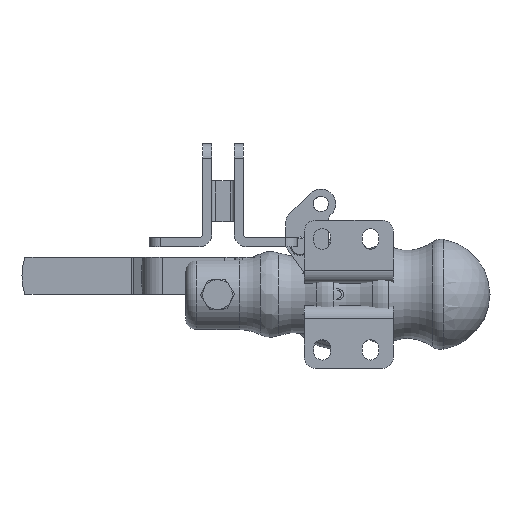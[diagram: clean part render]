
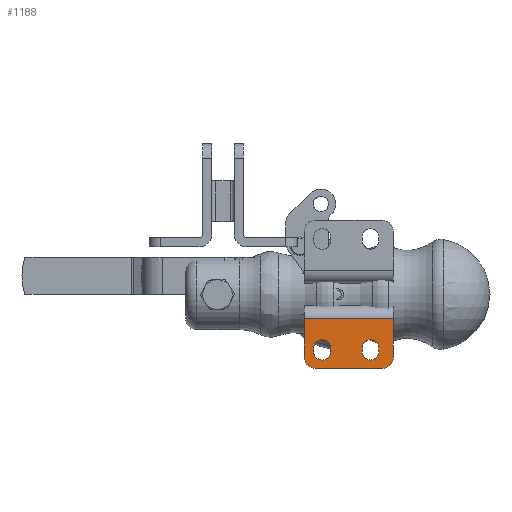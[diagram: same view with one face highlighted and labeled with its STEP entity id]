
A CAD part, front view. The second image highlights one B-rep face of the part: STEP entity #1188.
In plain terms, the highlighted face is planar.
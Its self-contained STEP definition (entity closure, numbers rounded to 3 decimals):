
#1188 = ADVANCED_FACE( '', ( #2759, #2760, #2761 ), #2762, .F. );
#2759 = FACE_OUTER_BOUND( '', #4809, .T. );
#2760 = FACE_BOUND( '', #4810, .T. );
#2761 = FACE_BOUND( '', #4811, .T. );
#2762 = PLANE( '', #4812 );
#4809 = EDGE_LOOP( '', ( #7768, #7769, #7770, #7771, #7772, #7773 ) );
#4810 = EDGE_LOOP( '', ( #7774, #7775, #7776, #7777 ) );
#4811 = EDGE_LOOP( '', ( #7778, #7779, #7780, #7781 ) );
#4812 = AXIS2_PLACEMENT_3D( '', #7782, #7783, #7784 );
#7768 = ORIENTED_EDGE( '', *, *, #10651, .F. );
#7769 = ORIENTED_EDGE( '', *, *, #10720, .T. );
#7770 = ORIENTED_EDGE( '', *, *, #10656, .T. );
#7771 = ORIENTED_EDGE( '', *, *, #10721, .F. );
#7772 = ORIENTED_EDGE( '', *, *, #10722, .T. );
#7773 = ORIENTED_EDGE( '', *, *, #10723, .F. );
#7774 = ORIENTED_EDGE( '', *, *, #10724, .T. );
#7775 = ORIENTED_EDGE( '', *, *, #9910, .T. );
#7776 = ORIENTED_EDGE( '', *, *, #10063, .T. );
#7777 = ORIENTED_EDGE( '', *, *, #10287, .T. );
#7778 = ORIENTED_EDGE( '', *, *, #9987, .T. );
#7779 = ORIENTED_EDGE( '', *, *, #10725, .T. );
#7780 = ORIENTED_EDGE( '', *, *, #9947, .T. );
#7781 = ORIENTED_EDGE( '', *, *, #10726, .T. );
#7782 = CARTESIAN_POINT( '', ( -10.967, -27.033, 12.8 ) );
#7783 = DIRECTION( '', ( 0., 0., 1. ) );
#7784 = DIRECTION( '', ( -1., 0., 0. ) );
#9910 = EDGE_CURVE( '', #11485, #11486, #11487, .T. );
#9947 = EDGE_CURVE( '', #11548, #11549, #11550, .T. );
#9987 = EDGE_CURVE( '', #11614, #11615, #11616, .T. );
#10063 = EDGE_CURVE( '', #11486, #11743, #11744, .T. );
#10287 = EDGE_CURVE( '', #11743, #12118, #12119, .T. );
#10651 = EDGE_CURVE( '', #12669, #12671, #12672, .T. );
#10656 = EDGE_CURVE( '', #12680, #12678, #12681, .F. );
#10720 = EDGE_CURVE( '', #12669, #12680, #12776, .T. );
#10721 = EDGE_CURVE( '', #12777, #12678, #12778, .T. );
#10722 = EDGE_CURVE( '', #12777, #12779, #12780, .F. );
#10723 = EDGE_CURVE( '', #12671, #12779, #12781, .T. );
#10724 = EDGE_CURVE( '', #12118, #11485, #12782, .T. );
#10725 = EDGE_CURVE( '', #11615, #11548, #12783, .T. );
#10726 = EDGE_CURVE( '', #11549, #11614, #12784, .T. );
#11485 = VERTEX_POINT( '', #13790 );
#11486 = VERTEX_POINT( '', #13791 );
#11487 = CIRCLE( '', #13792, 2.25 );
#11548 = VERTEX_POINT( '', #13915 );
#11549 = VERTEX_POINT( '', #13916 );
#11550 = LINE( '', #13917, #13918 );
#11614 = VERTEX_POINT( '', #13990 );
#11615 = VERTEX_POINT( '', #13991 );
#11616 = LINE( '', #13992, #13993 );
#11743 = VERTEX_POINT( '', #14186 );
#11744 = LINE( '', #14187, #14188 );
#12118 = VERTEX_POINT( '', #14828 );
#12119 = CIRCLE( '', #14829, 2.25 );
#12669 = VERTEX_POINT( '', #15632 );
#12671 = VERTEX_POINT( '', #15634 );
#12672 = LINE( '', #15635, #15636 );
#12678 = VERTEX_POINT( '', #15642 );
#12680 = VERTEX_POINT( '', #15645 );
#12681 = CIRCLE( '', #15646, 3. );
#12776 = LINE( '', #15776, #15777 );
#12777 = VERTEX_POINT( '', #15778 );
#12778 = LINE( '', #15779, #15780 );
#12779 = VERTEX_POINT( '', #15781 );
#12780 = CIRCLE( '', #15782, 3. );
#12781 = LINE( '', #15783, #15784 );
#12782 = LINE( '', #15785, #15786 );
#12783 = CIRCLE( '', #15787, 2.25 );
#12784 = CIRCLE( '', #15788, 2.25 );
#13790 = CARTESIAN_POINT( '', ( -15.467, -10.083, 12.8 ) );
#13791 = CARTESIAN_POINT( '', ( -15.467, -5.583, 12.8 ) );
#13792 = AXIS2_PLACEMENT_3D( '', #16884, #16885, #16886 );
#13915 = CARTESIAN_POINT( '', ( -15.467, -18.583, 12.8 ) );
#13916 = CARTESIAN_POINT( '', ( -16.467, -18.583, 12.8 ) );
#13917 = CARTESIAN_POINT( '', ( -16.467, -18.583, 12.8 ) );
#13918 = VECTOR( '', #16930, 1000. );
#13990 = CARTESIAN_POINT( '', ( -16.467, -23.083, 12.8 ) );
#13991 = CARTESIAN_POINT( '', ( -15.467, -23.083, 12.8 ) );
#13992 = CARTESIAN_POINT( '', ( -16.467, -23.083, 12.8 ) );
#13993 = VECTOR( '', #16993, 1000. );
#14186 = CARTESIAN_POINT( '', ( -16.467, -5.583, 12.8 ) );
#14187 = CARTESIAN_POINT( '', ( -16.467, -5.583, 12.8 ) );
#14188 = VECTOR( '', #17102, 1000. );
#14828 = CARTESIAN_POINT( '', ( -16.467, -10.083, 12.8 ) );
#14829 = AXIS2_PLACEMENT_3D( '', #17416, #17417, #17418 );
#15632 = CARTESIAN_POINT( '', ( -24.4, -3.033, 12.8 ) );
#15634 = CARTESIAN_POINT( '', ( -24.4, -27.033, 12.8 ) );
#15635 = CARTESIAN_POINT( '', ( -24.4, -6.033, 12.8 ) );
#15636 = VECTOR( '', #17916, 1000. );
#15642 = CARTESIAN_POINT( '', ( -10.967, -6.033, 12.8 ) );
#15645 = CARTESIAN_POINT( '', ( -13.967, -3.033, 12.8 ) );
#15646 = AXIS2_PLACEMENT_3D( '', #17924, #17925, #17926 );
#15776 = CARTESIAN_POINT( '', ( -27.567, -3.033, 12.8 ) );
#15777 = VECTOR( '', #18010, 1000. );
#15778 = CARTESIAN_POINT( '', ( -10.967, -24.033, 12.8 ) );
#15779 = CARTESIAN_POINT( '', ( -10.967, -27.033, 12.8 ) );
#15780 = VECTOR( '', #18011, 1000. );
#15781 = CARTESIAN_POINT( '', ( -13.967, -27.033, 12.8 ) );
#15782 = AXIS2_PLACEMENT_3D( '', #18012, #18013, #18014 );
#15783 = CARTESIAN_POINT( '', ( -51.567, -27.033, 12.8 ) );
#15784 = VECTOR( '', #18015, 1000. );
#15785 = CARTESIAN_POINT( '', ( -16.467, -10.083, 12.8 ) );
#15786 = VECTOR( '', #18016, 1000. );
#15787 = AXIS2_PLACEMENT_3D( '', #18017, #18018, #18019 );
#15788 = AXIS2_PLACEMENT_3D( '', #18020, #18021, #18022 );
#16884 = CARTESIAN_POINT( '', ( -15.467, -7.833, 12.8 ) );
#16885 = DIRECTION( '', ( 0., 0., 1. ) );
#16886 = DIRECTION( '', ( 0., -1., 0. ) );
#16930 = DIRECTION( '', ( -1., 0., 0. ) );
#16993 = DIRECTION( '', ( 1., 0., 0. ) );
#17102 = DIRECTION( '', ( -1., 0., 0. ) );
#17416 = CARTESIAN_POINT( '', ( -16.467, -7.833, 12.8 ) );
#17417 = DIRECTION( '', ( 0., 0., 1. ) );
#17418 = DIRECTION( '', ( 0., 1., 0. ) );
#17916 = DIRECTION( '', ( 0., -1., 0. ) );
#17924 = CARTESIAN_POINT( '', ( -13.967, -6.033, 12.8 ) );
#17925 = DIRECTION( '', ( 0., 0., 1. ) );
#17926 = DIRECTION( '', ( -1., 0., 0. ) );
#18010 = DIRECTION( '', ( 1., 0., 0. ) );
#18011 = DIRECTION( '', ( 0., 1., 0. ) );
#18012 = CARTESIAN_POINT( '', ( -13.967, -24.033, 12.8 ) );
#18013 = DIRECTION( '', ( 0., 0., 1. ) );
#18014 = DIRECTION( '', ( -1., 0., 0. ) );
#18015 = DIRECTION( '', ( 1., 0., 0. ) );
#18016 = DIRECTION( '', ( 1., 0., 0. ) );
#18017 = CARTESIAN_POINT( '', ( -15.467, -20.833, 12.8 ) );
#18018 = DIRECTION( '', ( 0., 0., 1. ) );
#18019 = DIRECTION( '', ( 0., -1., 0. ) );
#18020 = CARTESIAN_POINT( '', ( -16.467, -20.833, 12.8 ) );
#18021 = DIRECTION( '', ( 0., 0., 1. ) );
#18022 = DIRECTION( '', ( 0., 1., 0. ) );
